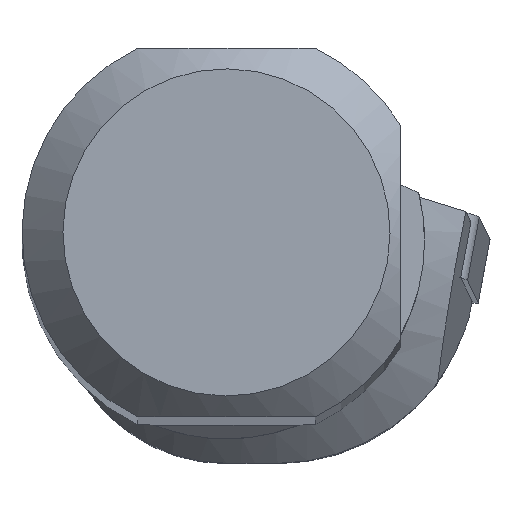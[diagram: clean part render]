
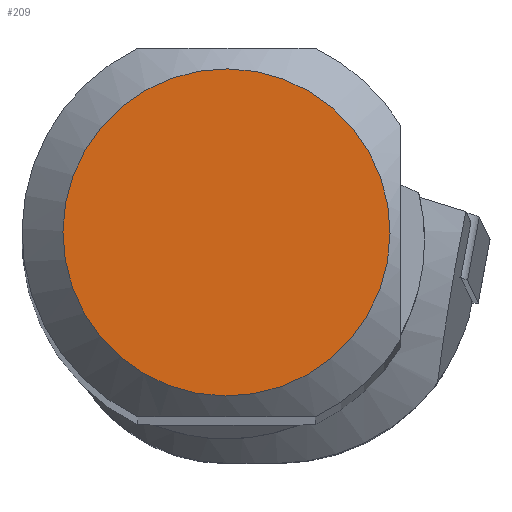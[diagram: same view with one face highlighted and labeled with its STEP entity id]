
A CAD part, top view. The second image highlights one B-rep face of the part: STEP entity #209.
In plain terms, the highlighted planar face has unit normal (0, 0, 1).
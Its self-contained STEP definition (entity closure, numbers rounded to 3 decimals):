
#162=FACE_OUTER_BOUND('',#411,.T.);
#209=ADVANCED_FACE('CU_SU_BP3',(#162),#241,.F.);
#241=PLANE('',#1094);
#411=EDGE_LOOP('',(#607));
#607=ORIENTED_EDGE('',*,*,#875,.T.);
#762=VERTEX_POINT('',#1734);
#875=EDGE_CURVE('',#762,#762,#925,.T.);
#925=CIRCLE('',#1087,7.991);
#1087=AXIS2_PLACEMENT_3D('',#1733,#1307,#1308);
#1094=AXIS2_PLACEMENT_3D('',#1754,#1322,#1323);
#1307=DIRECTION('',(0.,0.,1.));
#1308=DIRECTION('',(-0.983,0.181,0.));
#1322=DIRECTION('',(0.,0.,-1.));
#1323=DIRECTION('',(-0.983,0.181,0.));
#1733=CARTESIAN_POINT('',(0.,0.,
0.));
#1734=CARTESIAN_POINT('',(-7.859,1.45,0.));
#1754=CARTESIAN_POINT('',(-9.991,0.,0.));
